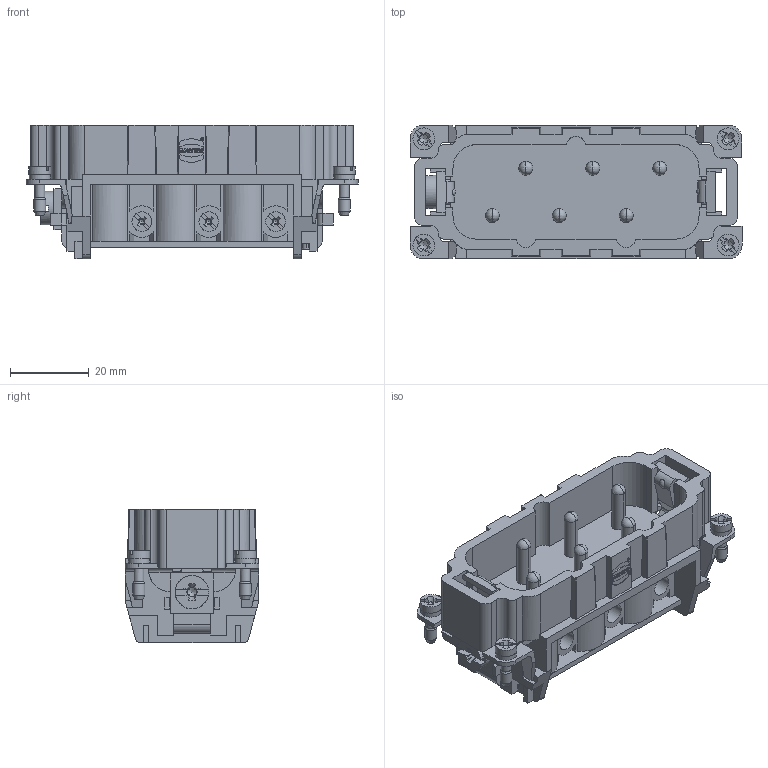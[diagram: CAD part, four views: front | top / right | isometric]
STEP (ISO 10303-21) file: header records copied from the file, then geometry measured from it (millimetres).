
FILE_DESCRIPTION(/* description */ (''),/* implementation_level */ '2;1');
FILE_NAME(/* name */ '100738039ugm000_b.stp',/* time_stamp */ '2019-09-16T10:32:45+02:00',/* author */ (''),/* organization */ (''),/* preprocessor_version */ 'ST-DEVELOPER v16.7',/* originating_system */ 'SIEMENS PLM Software NX 12.0',/* authorisation */ '');
FILE_SCHEMA (('AUTOMOTIVE_DESIGN { 1 0 10303 214 3 1 1 1 }'));
Length unit declared in the file: millimetre
Products named in the file (1): 100738039ugm000_b
Bounding box: 84.3 x 34 x 34 mm (x, y, z)
Volume: 32994.1 mm3; surface area: 23517.4 mm2
Topology: 1 solids, 1 shells, 1138 faces, 3309 edges, 2275 vertices
Faces by surface type: plane 844, cylinder 175, cone 73, extrusion 28, sphere 18
Full cylindrical faces by diameter (mm): 0.4 x2, 0.683 x1, 0.807 x1, 2.5 x4, 3 x4, 3.242 x1, 4.7 x6, 5 x6, 5.3 x4, 5.5 x4, 8.5 x1
Entity records: 46326 total; most frequent: CARTESIAN_POINT 9375, ORIENTED_EDGE 6162, DIRECTION 5434, EDGE_CURVE 3081, VECTOR 2118, LINE 2090, VERTEX_POINT 2062, AXIS2_PLACEMENT_3D 1658
